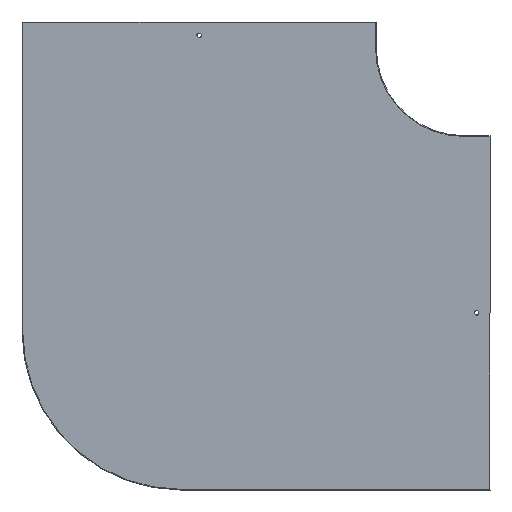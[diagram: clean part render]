
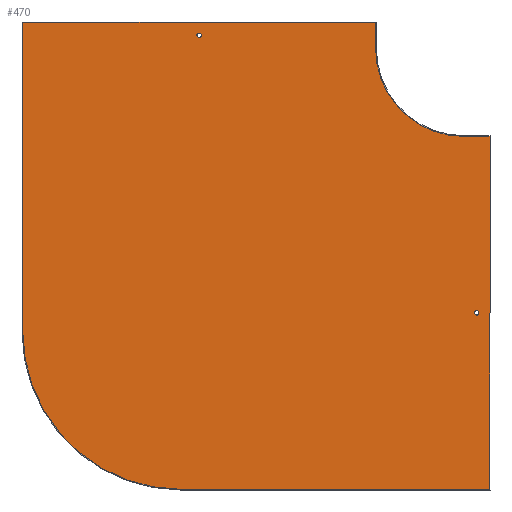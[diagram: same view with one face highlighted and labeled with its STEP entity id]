
A CAD part, front view. The second image highlights one B-rep face of the part: STEP entity #470.
In plain terms, the highlighted planar face has unit normal (0, -1, 0).
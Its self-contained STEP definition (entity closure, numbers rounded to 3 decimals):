
#9 = LINE ( 'NONE', #594, #12 ) ;
#12 = VECTOR ( 'NONE', #592, 1000. ) ;
#13 = LINE ( 'NONE', #618, #33 ) ;
#16 = LINE ( 'NONE', #587, #18 ) ;
#18 = VECTOR ( 'NONE', #593, 1000. ) ;
#33 = VECTOR ( 'NONE', #506, 1000. ) ;
#34 = CIRCLE ( 'NONE', #198, 2.5 ) ;
#72 = FACE_BOUND ( 'NONE', #92, .T. ) ;
#91 = EDGE_LOOP ( 'NONE', ( #106 ) ) ;
#92 = EDGE_LOOP ( 'NONE', ( #659 ) ) ;
#99 = EDGE_LOOP ( 'NONE', ( #107, #105, #683, #104, #700, #701, #697, #696 ) ) ;
#104 = ORIENTED_EDGE ( 'NONE', *, *, #231, .F. ) ;
#105 = ORIENTED_EDGE ( 'NONE', *, *, #249, .F. ) ;
#106 = ORIENTED_EDGE ( 'NONE', *, *, #238, .F. ) ;
#107 = ORIENTED_EDGE ( 'NONE', *, *, #200, .F. ) ;
#143 = FACE_OUTER_BOUND ( 'NONE', #99, .T. ) ;
#145 = FACE_BOUND ( 'NONE', #91, .T. ) ;
#147 = VERTEX_POINT ( 'NONE', #371 ) ;
#149 = VERTEX_POINT ( 'NONE', #477 ) ;
#189 = AXIS2_PLACEMENT_3D ( 'NONE', #284, #285, #557 ) ;
#191 = AXIS2_PLACEMENT_3D ( 'NONE', #270, #251, #254 ) ;
#195 = AXIS2_PLACEMENT_3D ( 'NONE', #310, #309, #308 ) ;
#198 = AXIS2_PLACEMENT_3D ( 'NONE', #547, #605, #545 ) ;
#200 = EDGE_CURVE ( 'NONE', #389, #397, #407, .T. ) ;
#208 = EDGE_CURVE ( 'NONE', #397, #708, #420, .T. ) ;
#229 = EDGE_CURVE ( 'NONE', #708, #404, #435, .T. ) ;
#230 = EDGE_CURVE ( 'NONE', #404, #390, #437, .T. ) ;
#231 = EDGE_CURVE ( 'NONE', #387, #395, #440, .T. ) ;
#238 = EDGE_CURVE ( 'NONE', #149, #149, #451, .T. ) ;
#244 = EDGE_CURVE ( 'NONE', #390, #387, #9, .T. ) ;
#249 = EDGE_CURVE ( 'NONE', #388, #389, #16, .T. ) ;
#251 = DIRECTION ( 'NONE',  ( 0., 1., 0. ) ) ;
#254 = DIRECTION ( 'NONE',  ( 0., 0., 1. ) ) ;
#270 = CARTESIAN_POINT ( 'NONE',  ( -21., 0., -351. ) ) ;
#276 = CARTESIAN_POINT ( 'NONE',  ( -21., 0., -129.8 ) ) ;
#277 = CARTESIAN_POINT ( 'NONE',  ( 330., 0., -531. ) ) ;
#280 = DIRECTION ( 'NONE',  ( 1., 0., 0. ) ) ;
#284 = CARTESIAN_POINT ( 'NONE',  ( 0., 0., -15. ) ) ;
#285 = DIRECTION ( 'NONE',  ( 0., -1., 0. ) ) ;
#297 = EDGE_CURVE ( 'NONE', #395, #388, #13, .T. ) ;
#299 = CARTESIAN_POINT ( 'NONE',  ( 200.2, 0., -351. ) ) ;
#301 = DIRECTION ( 'NONE',  ( 0., 0., -1. ) ) ;
#308 = DIRECTION ( 'NONE',  ( 0., 0., 1. ) ) ;
#309 = DIRECTION ( 'NONE',  ( 0., -1., 0. ) ) ;
#310 = CARTESIAN_POINT ( 'NONE',  ( 300., 0., -30. ) ) ;
#316 = DIRECTION ( 'NONE',  ( 0., 0., -1. ) ) ;
#321 = EDGE_CURVE ( 'NONE', #147, #147, #34, .T. ) ;
#334 = AXIS2_PLACEMENT_3D ( 'NONE', #503, #516, #494 ) ;
#371 = CARTESIAN_POINT ( 'NONE',  ( 315., 0., -332.5 ) ) ;
#387 = VERTEX_POINT ( 'NONE', #613 ) ;
#388 = VERTEX_POINT ( 'NONE', #539 ) ;
#389 = VERTEX_POINT ( 'NONE', #512 ) ;
#390 = VERTEX_POINT ( 'NONE', #510 ) ;
#395 = VERTEX_POINT ( 'NONE', #521 ) ;
#397 = VERTEX_POINT ( 'NONE', #519 ) ;
#404 = VERTEX_POINT ( 'NONE', #624 ) ;
#407 = LINE ( 'NONE', #299, #408 ) ;
#408 = VECTOR ( 'NONE', #301, 1000. ) ;
#420 = CIRCLE ( 'NONE', #195, 99.8 ) ;
#435 = LINE ( 'NONE', #276, #439 ) ;
#437 = LINE ( 'NONE', #277, #441 ) ;
#439 = VECTOR ( 'NONE', #280, 1000. ) ;
#440 = CIRCLE ( 'NONE', #191, 179.2 ) ;
#441 = VECTOR ( 'NONE', #316, 1000. ) ;
#451 = CIRCLE ( 'NONE', #189, 2.5 ) ;
#470 = ADVANCED_FACE ( 'NONE', ( #72, #145, #143 ), #500, .F. ) ;
#477 = CARTESIAN_POINT ( 'NONE',  ( 0., 0., -17.5 ) ) ;
#478 = CARTESIAN_POINT ( 'NONE',  ( 300., 0., -129.8 ) ) ;
#494 = DIRECTION ( 'NONE',  ( 0., 0., 1. ) ) ;
#500 = PLANE ( 'NONE',  #334 ) ;
#503 = CARTESIAN_POINT ( 'NONE',  ( -21., 0., -351. ) ) ;
#506 = DIRECTION ( 'NONE',  ( 0., 0., 1. ) ) ;
#510 = CARTESIAN_POINT ( 'NONE',  ( 330., 0., -530.2 ) ) ;
#512 = CARTESIAN_POINT ( 'NONE',  ( 200.2, 0., 0. ) ) ;
#516 = DIRECTION ( 'NONE',  ( 0., 1., 0. ) ) ;
#519 = CARTESIAN_POINT ( 'NONE',  ( 200.2, 0., -30. ) ) ;
#521 = CARTESIAN_POINT ( 'NONE',  ( -200.2, 0., -351. ) ) ;
#539 = CARTESIAN_POINT ( 'NONE',  ( -200.2, 0., 0. ) ) ;
#545 = DIRECTION ( 'NONE',  ( 0., 0., -1. ) ) ;
#547 = CARTESIAN_POINT ( 'NONE',  ( 315., 0., -330. ) ) ;
#557 = DIRECTION ( 'NONE',  ( 0., 0., -1. ) ) ;
#587 = CARTESIAN_POINT ( 'NONE',  ( -201., 0., 0. ) ) ;
#592 = DIRECTION ( 'NONE',  ( -1., 0., 0. ) ) ;
#593 = DIRECTION ( 'NONE',  ( 1., 0., 0. ) ) ;
#594 = CARTESIAN_POINT ( 'NONE',  ( -21., 0., -530.2 ) ) ;
#605 = DIRECTION ( 'NONE',  ( 0., -1., 0. ) ) ;
#613 = CARTESIAN_POINT ( 'NONE',  ( -21., 0., -530.2 ) ) ;
#618 = CARTESIAN_POINT ( 'NONE',  ( -200.2, 0., -351. ) ) ;
#624 = CARTESIAN_POINT ( 'NONE',  ( 330., 0., -129.8 ) ) ;
#659 = ORIENTED_EDGE ( 'NONE', *, *, #321, .F. ) ;
#683 = ORIENTED_EDGE ( 'NONE', *, *, #297, .F. ) ;
#696 = ORIENTED_EDGE ( 'NONE', *, *, #208, .F. ) ;
#697 = ORIENTED_EDGE ( 'NONE', *, *, #229, .F. ) ;
#700 = ORIENTED_EDGE ( 'NONE', *, *, #244, .F. ) ;
#701 = ORIENTED_EDGE ( 'NONE', *, *, #230, .F. ) ;
#708 = VERTEX_POINT ( 'NONE', #478 ) ;
